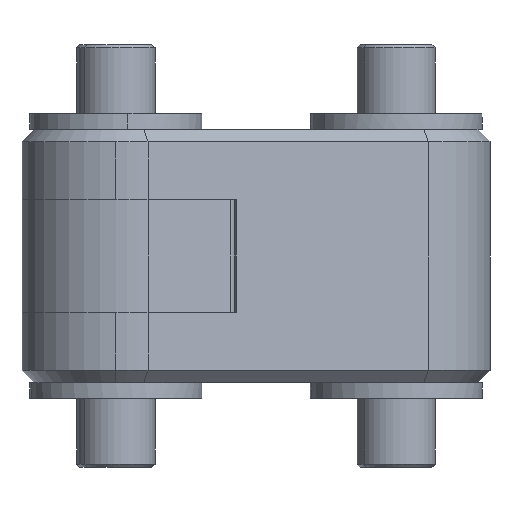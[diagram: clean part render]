
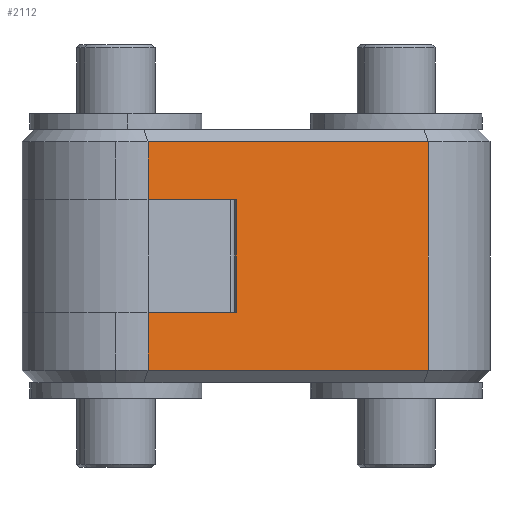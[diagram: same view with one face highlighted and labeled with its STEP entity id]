
A CAD part, front view. The second image highlights one B-rep face of the part: STEP entity #2112.
In plain terms, the highlighted planar face has unit normal (0.342, -0.94, 0).
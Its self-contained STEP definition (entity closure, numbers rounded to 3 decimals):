
#15 = CARTESIAN_POINT ( 'NONE',  ( -48.856, 98.282, -8.1 ) ) ;
#18 = DIRECTION ( 'NONE',  ( 0., 0., 1. ) ) ;
#47 = EDGE_CURVE ( 'NONE', #3564, #3144, #1356, .T. ) ;
#64 = DIRECTION ( 'NONE',  ( -0.94, -0.342, 0. ) ) ;
#65 = DIRECTION ( 'NONE',  ( 0., 0., 1. ) ) ;
#90 = VERTEX_POINT ( 'NONE', #3405 ) ;
#194 = EDGE_CURVE ( 'NONE', #2732, #1207, #2061, .T. ) ;
#228 = LINE ( 'NONE', #1331, #1361 ) ;
#419 = EDGE_CURVE ( 'NONE', #2929, #3559, #3325, .T. ) ;
#471 = CARTESIAN_POINT ( 'NONE',  ( -66.757, 91.767, -8.1 ) ) ;
#477 = LINE ( 'NONE', #2458, #1202 ) ;
#598 = CARTESIAN_POINT ( 'NONE',  ( -48.856, 98.282, -7.3 ) ) ;
#641 = PLANE ( 'NONE',  #2731 ) ;
#643 = LINE ( 'NONE', #1750, #1713 ) ;
#646 = CARTESIAN_POINT ( 'NONE',  ( -66.757, 91.767, -7.3 ) ) ;
#684 = CARTESIAN_POINT ( 'NONE',  ( -63.938, 92.793, 3.6 ) ) ;
#694 = CARTESIAN_POINT ( 'NONE',  ( -48.856, 98.282, -8.1 ) ) ;
#849 = CARTESIAN_POINT ( 'NONE',  ( -48.856, 98.282, 7.3 ) ) ;
#876 = CARTESIAN_POINT ( 'NONE',  ( -61.119, 93.819, 3.6 ) ) ;
#886 = EDGE_CURVE ( 'NONE', #90, #3144, #1911, .T. ) ;
#1019 = CARTESIAN_POINT ( 'NONE',  ( -61.476, 93.689, -3.6 ) ) ;
#1076 = CARTESIAN_POINT ( 'NONE',  ( -66.757, 91.767, -3.6 ) ) ;
#1202 = VECTOR ( 'NONE', #3549, 1000. ) ;
#1207 = VERTEX_POINT ( 'NONE', #2485 ) ;
#1264 = VECTOR ( 'NONE', #3045, 1000. ) ;
#1331 = CARTESIAN_POINT ( 'NONE',  ( -61.119, 93.819, 3.6 ) ) ;
#1356 = LINE ( 'NONE', #1716, #3323 ) ;
#1361 = VECTOR ( 'NONE', #2445, 1000. ) ;
#1378 = EDGE_CURVE ( 'NONE', #3559, #3564, #2504, .T. ) ;
#1576 = ORIENTED_EDGE ( 'NONE', *, *, #194, .F. ) ;
#1598 = VECTOR ( 'NONE', #18, 1000. ) ;
#1636 = CARTESIAN_POINT ( 'NONE',  ( -66.757, 91.767, 7.3 ) ) ;
#1713 = VECTOR ( 'NONE', #2858, 1000. ) ;
#1716 = CARTESIAN_POINT ( 'NONE',  ( -48.856, 98.282, 7.3 ) ) ;
#1731 = EDGE_CURVE ( 'NONE', #1989, #2732, #3077, .T. ) ;
#1750 = CARTESIAN_POINT ( 'NONE',  ( -63.938, 92.793, -3.6 ) ) ;
#1895 = ORIENTED_EDGE ( 'NONE', *, *, #886, .F. ) ;
#1911 = LINE ( 'NONE', #2733, #1598 ) ;
#1957 = EDGE_CURVE ( 'NONE', #2823, #3175, #477, .T. ) ;
#1964 = ORIENTED_EDGE ( 'NONE', *, *, #1731, .F. ) ;
#1989 = VERTEX_POINT ( 'NONE', #3337 ) ;
#2047 = ORIENTED_EDGE ( 'NONE', *, *, #2335, .F. ) ;
#2052 = FACE_OUTER_BOUND ( 'NONE', #2421, .T. ) ;
#2061 = LINE ( 'NONE', #684, #3277 ) ;
#2081 = CARTESIAN_POINT ( 'NONE',  ( -61.119, 93.819, 3.6 ) ) ;
#2112 = ADVANCED_FACE ( 'NONE', ( #2052 ), #641, .F. ) ;
#2114 = VECTOR ( 'NONE', #3400, 1000. ) ;
#2293 = ORIENTED_EDGE ( 'NONE', *, *, #1378, .T. ) ;
#2294 = CARTESIAN_POINT ( 'NONE',  ( -48.856, 98.282, -7.3 ) ) ;
#2335 = EDGE_CURVE ( 'NONE', #2929, #2823, #2965, .T. ) ;
#2385 = ORIENTED_EDGE ( 'NONE', *, *, #47, .T. ) ;
#2421 = EDGE_LOOP ( 'NONE', ( #2293, #2385, #1895, #3497, #1576, #1964, #2855, #3341, #2047, #2514 ) ) ;
#2445 = DIRECTION ( 'NONE',  ( 0.94, 0.342, 0. ) ) ;
#2458 = CARTESIAN_POINT ( 'NONE',  ( -63.938, 92.793, -3.6 ) ) ;
#2485 = CARTESIAN_POINT ( 'NONE',  ( -61.476, 93.689, 3.6 ) ) ;
#2504 = LINE ( 'NONE', #15, #2925 ) ;
#2514 = ORIENTED_EDGE ( 'NONE', *, *, #419, .T. ) ;
#2567 = DIRECTION ( 'NONE',  ( 0., 0., 1. ) ) ;
#2731 = AXIS2_PLACEMENT_3D ( 'NONE', #694, #3126, #2567 ) ;
#2732 = VERTEX_POINT ( 'NONE', #2081 ) ;
#2733 = CARTESIAN_POINT ( 'NONE',  ( -66.757, 91.767, -8.1 ) ) ;
#2823 = VERTEX_POINT ( 'NONE', #1076 ) ;
#2855 = ORIENTED_EDGE ( 'NONE', *, *, #3345, .F. ) ;
#2858 = DIRECTION ( 'NONE',  ( 0.94, 0.342, 0. ) ) ;
#2902 = DIRECTION ( 'NONE',  ( -0.94, -0.342, 0. ) ) ;
#2903 = VECTOR ( 'NONE', #2928, 1000. ) ;
#2925 = VECTOR ( 'NONE', #65, 1000. ) ;
#2928 = DIRECTION ( 'NONE',  ( 0., 0., 1. ) ) ;
#2929 = VERTEX_POINT ( 'NONE', #646 ) ;
#2965 = LINE ( 'NONE', #471, #2903 ) ;
#3045 = DIRECTION ( 'NONE',  ( 0., 0., 1. ) ) ;
#3077 = LINE ( 'NONE', #876, #1264 ) ;
#3126 = DIRECTION ( 'NONE',  ( -0.342, 0.94, 0. ) ) ;
#3144 = VERTEX_POINT ( 'NONE', #1636 ) ;
#3153 = EDGE_CURVE ( 'NONE', #90, #1207, #228, .T. ) ;
#3175 = VERTEX_POINT ( 'NONE', #1019 ) ;
#3277 = VECTOR ( 'NONE', #2902, 1000. ) ;
#3323 = VECTOR ( 'NONE', #64, 1000. ) ;
#3325 = LINE ( 'NONE', #2294, #2114 ) ;
#3337 = CARTESIAN_POINT ( 'NONE',  ( -61.119, 93.819, -3.6 ) ) ;
#3341 = ORIENTED_EDGE ( 'NONE', *, *, #1957, .F. ) ;
#3345 = EDGE_CURVE ( 'NONE', #3175, #1989, #643, .T. ) ;
#3400 = DIRECTION ( 'NONE',  ( 0.94, 0.342, 0. ) ) ;
#3405 = CARTESIAN_POINT ( 'NONE',  ( -66.757, 91.767, 3.6 ) ) ;
#3497 = ORIENTED_EDGE ( 'NONE', *, *, #3153, .T. ) ;
#3549 = DIRECTION ( 'NONE',  ( 0.94, 0.342, 0. ) ) ;
#3559 = VERTEX_POINT ( 'NONE', #598 ) ;
#3564 = VERTEX_POINT ( 'NONE', #849 ) ;
